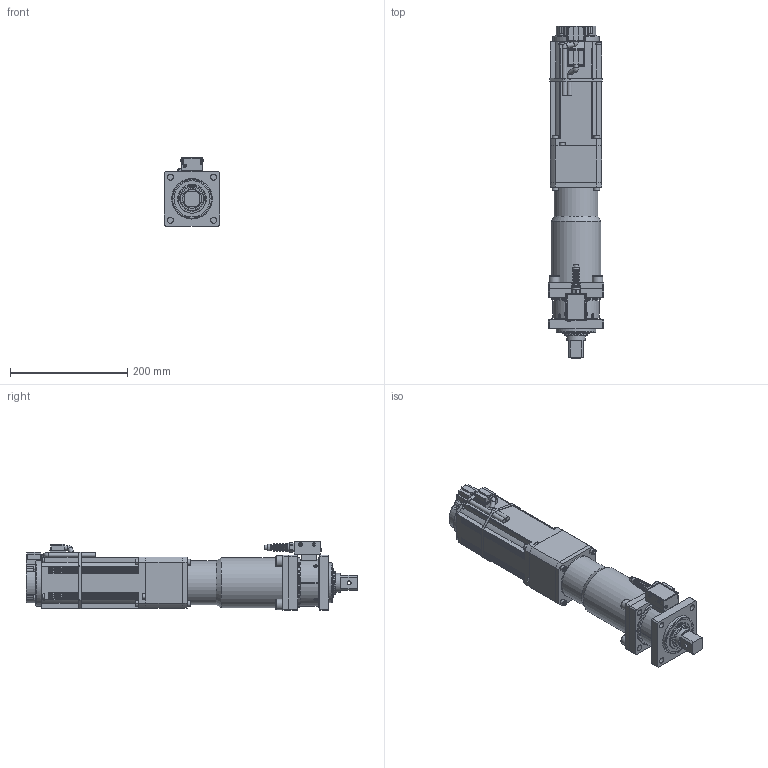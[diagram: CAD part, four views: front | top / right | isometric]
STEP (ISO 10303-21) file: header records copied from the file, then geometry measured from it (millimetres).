
FILE_DESCRIPTION(/* description */ (''),/* implementation_level */ '2;1');
FILE_NAME(/* name */ 'CFT-802RM4J-S(DS-N066)_OUTLINE_20210803.stp',/* time_stamp */ '2021-08-03T17:26:13+09:00',/* author */ ('Akihiro_KATO'),/* organization */ (''),/* preprocessor_version */ 'ST-DEVELOPER v18.1',/* originating_system */ 'Autodesk Inventor 2021',/* authorisation */ '');
FILE_SCHEMA (('AUTOMOTIVE_DESIGN { 1 0 10303 214 3 1 1 }'));
Length unit declared in the file: millimetre
Products named in the file (1): CFT-802RM4J-S(DS-N066)_OUTLINE_20210803
Bounding box: 94 x 566 x 117.2 mm (x, y, z)
Volume: 3346842.6 mm3; surface area: 278084.3 mm2
Topology: 1 solids, 3 shells, 1117 faces, 3068 edges, 1973 vertices
Faces by surface type: plane 663, cylinder 262, cone 105, torus 83, sphere 4
Full cylindrical faces by diameter (mm): 2.5 x2, 3 x3, 4 x1, 5.7 x5, 6.5 x5, 7 x9, 7.5 x4, 8 x5, 8.5 x8, 10 x4, 10.25 x8, 18 x4, 32 x1, 38 x1, 40 x2, 48.96 x1, 61.529 x1, 68 x1, 73 x1, 75 x2, 85 x3
Entity records: 36627 total; most frequent: CARTESIAN_POINT 8115, ORIENTED_EDGE 6114, DIRECTION 5899, EDGE_CURVE 3057, AXIS2_PLACEMENT_3D 2053, VERTEX_POINT 1973, LINE 1793, VECTOR 1793
